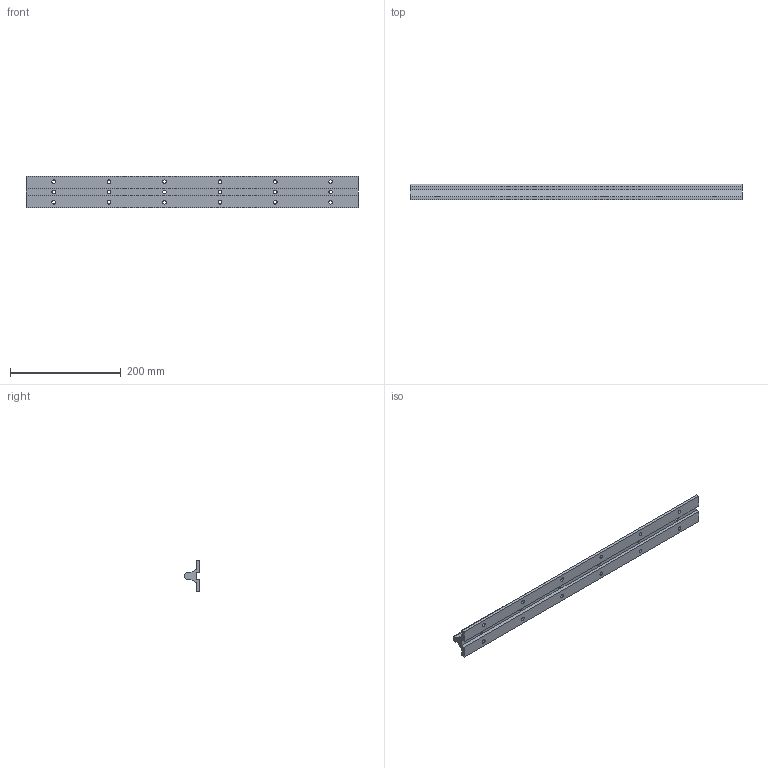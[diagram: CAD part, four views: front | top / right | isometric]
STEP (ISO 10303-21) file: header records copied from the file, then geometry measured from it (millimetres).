
FILE_DESCRIPTION( ( 'STEP AP214' ), '1' );
FILE_NAME( 'WUH-20_2_14a.stp', ' ', ( ' ' ), ( ' ' ), 'PSStep 15.0.47', 'PARTsolutions', ' ' );
FILE_SCHEMA( ( 'AUTOMOTIVE_DESIGN { 1 0 10303 214 1 1 1 1 }' ) );
Length unit declared in the file: millimetre
Products named in the file (1): HI_WUH-20
Bounding box: 599.5 x 28.56 x 56 mm (x, y, z)
Volume: 339078.2 mm3; surface area: 105015 mm2
Topology: 1 solids, 1 shells, 51 faces, 147 edges, 92 vertices
Faces by surface type: plane 31, cylinder 20
Full cylindrical faces by diameter (mm): 6.6 x18
Entity records: 2081 total; most frequent: DIRECTION 291, CARTESIAN_POINT 273, ORIENTED_EDGE 258, EDGE_CURVE 129, AXIS2_PLACEMENT_3D 110, EDGE_LOOP 99, VERTEX_POINT 92, LINE 71
